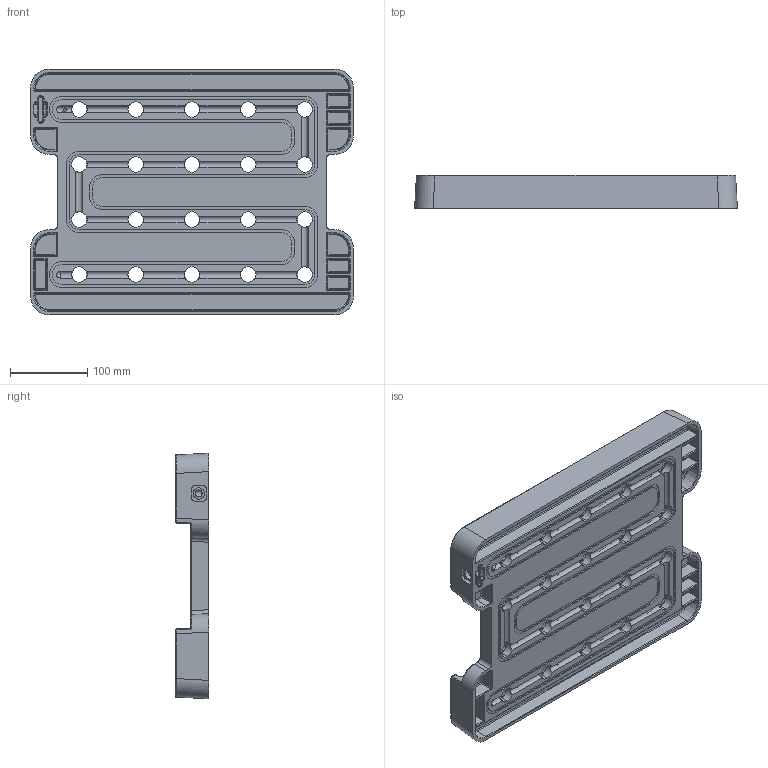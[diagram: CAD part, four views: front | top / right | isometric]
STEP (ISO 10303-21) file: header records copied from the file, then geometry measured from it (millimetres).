
FILE_DESCRIPTION (( 'STEP AP214' ), '1' );
FILE_NAME ('Basisteil_28052013_Guss.STEP', '2013-05-28T16:49:52', ( '' ), ( '' ), 'SwSTEP 2.0', 'SolidWorks 2011', '' );
FILE_SCHEMA (( 'AUTOMOTIVE_DESIGN' ));
Length unit declared in the file: millimetre
Products named in the file (1): Basisteil_28052013_Guss
Bounding box: 418.41 x 43 x 318.41 mm (x, y, z)
Volume: 1347180.4 mm3; surface area: 487490.1 mm2
Topology: 1 solids, 1 shells, 3181 faces, 7553 edges, 4014 vertices
Faces by surface type: cylinder 1119, bspline 656, plane 558, sphere 416, torus 220, cone 212
Entity records: 107994 total; most frequent: CARTESIAN_POINT 41621, ORIENTED_EDGE 14266, DIRECTION 13923, EDGE_CURVE 7133, AXIS2_PLACEMENT_3D 5660, VERTEX_POINT 4014, EDGE_LOOP 3285, FACE_OUTER_BOUND 3181
